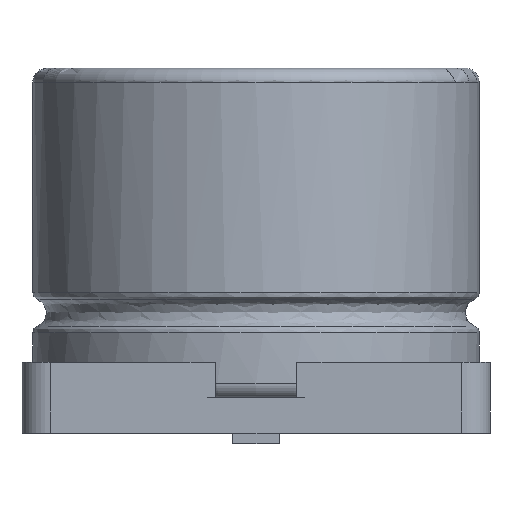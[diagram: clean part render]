
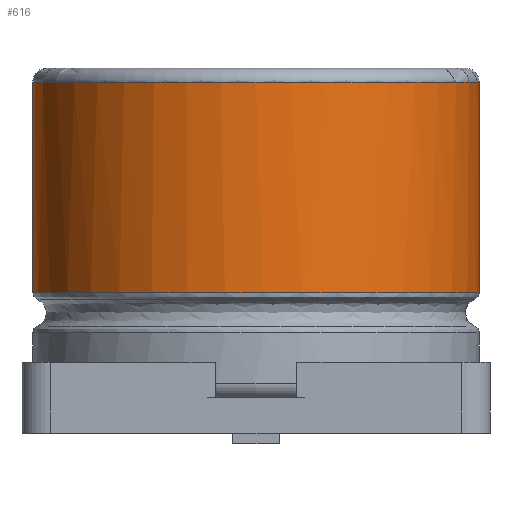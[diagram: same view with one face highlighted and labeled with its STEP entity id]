
A CAD part, left-side view. The second image highlights one B-rep face of the part: STEP entity #616.
In plain terms, the highlighted cylindrical face has radius 3.15 mm (diameter 6.3 mm), a full revolution.
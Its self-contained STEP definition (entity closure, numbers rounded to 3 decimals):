
#12=DIRECTION('',(0.,0.,1.));
#27=VECTOR('',#12,1.);
#33=DIRECTION('',(0.,0.,-1.));
#34=DIRECTION('',(1.,0.,0.));
#412=VERTEX_POINT('',#413);
#413=CARTESIAN_POINT('',(3.15,0.,2.133));
#416=CARTESIAN_POINT('',(3.15,0.,2.133));
#417=ORIENTED_EDGE('',*,*,#418,.T.);
#418=EDGE_CURVE('',#412,#412,#419,.T.);
#419=( BOUNDED_CURVE() B_SPLINE_CURVE(13,(#416,#420,#421,#422,#423,#424,#425,#426,#427,#428,#429,#430,#431,#432),.UNSPECIFIED.,.T.,.F.)B_SPLINE_CURVE_WITH_KNOTS((14,14),(0.,19.792),.PIECEWISE_BEZIER_KNOTS.) CURVE() GEOMETRIC_REPRESENTATION_ITEM()RATIONAL_B_SPLINE_CURVE((1.,1.,1.,1.,1.,1.,1.,1.,1.,1.,1.,1.,1.,1.))REPRESENTATION_ITEM('') );
#420=CARTESIAN_POINT('',(3.15,-1.5,2.133));
#421=CARTESIAN_POINT('',(2.375,-3.035,2.133));
#422=CARTESIAN_POINT('',(0.779,-4.133,2.133));
#423=CARTESIAN_POINT('',(-1.417,-4.302,2.133));
#424=CARTESIAN_POINT('',(-3.314,-3.132,2.133));
#425=CARTESIAN_POINT('',(-4.706,-1.424,2.133));
#426=CARTESIAN_POINT('',(-4.706,1.424,2.133));
#427=CARTESIAN_POINT('',(-3.314,3.132,2.133));
#428=CARTESIAN_POINT('',(-1.417,4.302,2.133));
#429=CARTESIAN_POINT('',(0.779,4.133,2.133));
#430=CARTESIAN_POINT('',(2.375,3.035,2.133));
#431=CARTESIAN_POINT('',(3.15,1.5,2.133));
#432=CARTESIAN_POINT('',(3.15,0.,2.133));
#616=ADVANCED_FACE('',(#617),#643,.T.);
#617=FACE_BOUND('',#618,.F.);
#618=EDGE_LOOP('',(#619,#625,#632,#636,#640,#642,#417));
#619=ORIENTED_EDGE('',*,*,#620,.T.);
#620=EDGE_CURVE('',#412,#621,#623,.T.);
#621=VERTEX_POINT('',#622);
#622=CARTESIAN_POINT('',(3.15,0.,5.1));
#623=LINE('',#624,#27);
#624=CARTESIAN_POINT('',(3.15,0.,2.05));
#625=ORIENTED_EDGE('',*,*,#626,.F.);
#626=EDGE_CURVE('',#627,#621,#629,.T.);
#627=VERTEX_POINT('',#628);
#628=CARTESIAN_POINT('',(-0.945,3.005,5.1));
#629=CIRCLE('',#630,3.15);
#630=AXIS2_PLACEMENT_3D('',#631,#33,#34);
#631=CARTESIAN_POINT('',(0.,0.,5.1));
#632=ORIENTED_EDGE('',*,*,#633,.F.);
#633=EDGE_CURVE('',#634,#627,#629,.T.);
#634=VERTEX_POINT('',#635);
#635=CARTESIAN_POINT('',(-3.15,0.,5.1));
#636=ORIENTED_EDGE('',*,*,#637,.F.);
#637=EDGE_CURVE('',#638,#634,#629,.T.);
#638=VERTEX_POINT('',#639);
#639=CARTESIAN_POINT('',(-0.945,-3.005,5.1));
#640=ORIENTED_EDGE('',*,*,#641,.F.);
#641=EDGE_CURVE('',#621,#638,#629,.T.);
#642=ORIENTED_EDGE('',*,*,#620,.F.);
#643=CYLINDRICAL_SURFACE('',#644,3.15);
#644=AXIS2_PLACEMENT_3D('',#645,#12,#34);
#645=CARTESIAN_POINT('',(0.,0.,2.05));
